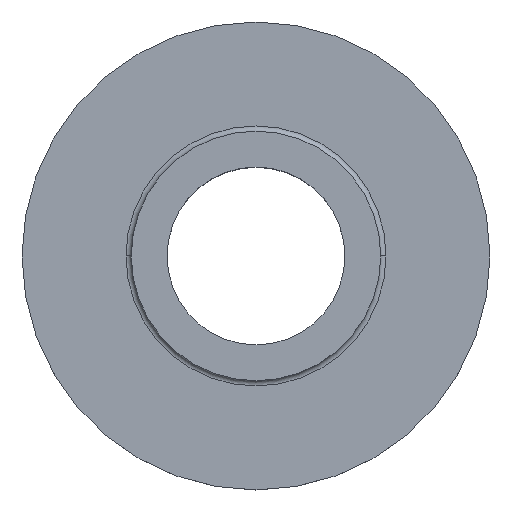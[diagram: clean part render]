
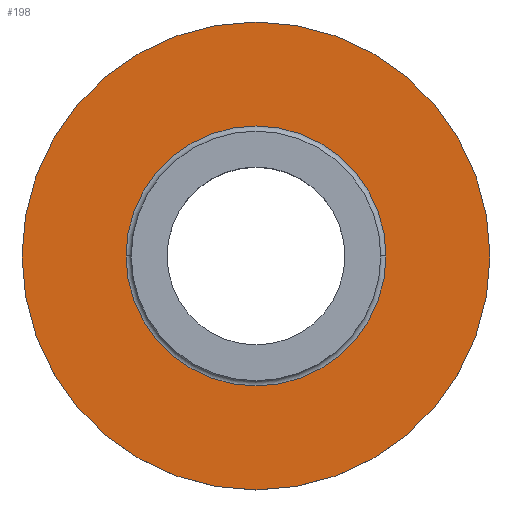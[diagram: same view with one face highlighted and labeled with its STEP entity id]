
A CAD part, top view. The second image highlights one B-rep face of the part: STEP entity #198.
In plain terms, the highlighted planar face has unit normal (0, 0, 1).
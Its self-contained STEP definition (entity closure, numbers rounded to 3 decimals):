
#14 = VERTEX_POINT ( 'NONE', #474 ) ;
#23 = VERTEX_POINT ( 'NONE', #322 ) ;
#46 = DIRECTION ( 'NONE',  ( -1., 0., 0. ) ) ;
#55 = DIRECTION ( 'NONE',  ( 0., 0., 1. ) ) ;
#62 = AXIS2_PLACEMENT_3D ( 'NONE', #548, #311, #214 ) ;
#71 = AXIS2_PLACEMENT_3D ( 'NONE', #505, #499, #494 ) ;
#74 = CIRCLE ( 'NONE', #71, 22.5 ) ;
#76 = EDGE_LOOP ( 'NONE', ( #129, #470 ) ) ;
#78 = CARTESIAN_POINT ( 'NONE',  ( 0., 0., -1. ) ) ;
#79 = EDGE_CURVE ( 'NONE', #136, #438, #245, .T. ) ;
#118 = EDGE_CURVE ( 'NONE', #23, #14, #293, .T. ) ;
#128 = EDGE_CURVE ( 'NONE', #438, #136, #74, .T. ) ;
#129 = ORIENTED_EDGE ( 'NONE', *, *, #599, .T. ) ;
#136 = VERTEX_POINT ( 'NONE', #561 ) ;
#165 = EDGE_LOOP ( 'NONE', ( #369, #551 ) ) ;
#173 = FACE_BOUND ( 'NONE', #76, .T. ) ;
#198 = ADVANCED_FACE ( 'NONE', ( #173, #328 ), #314, .F. ) ;
#201 = AXIS2_PLACEMENT_3D ( 'NONE', #358, #408, #46 ) ;
#214 = DIRECTION ( 'NONE',  ( -1., 0., 0. ) ) ;
#221 = AXIS2_PLACEMENT_3D ( 'NONE', #325, #55, #366 ) ;
#245 = CIRCLE ( 'NONE', #221, 22.5 ) ;
#271 = DIRECTION ( 'NONE',  ( 0., 0., -1. ) ) ;
#293 = CIRCLE ( 'NONE', #555, 12.5 ) ;
#311 = DIRECTION ( 'NONE',  ( 0., 0., -1. ) ) ;
#314 = PLANE ( 'NONE',  #62 ) ;
#322 = CARTESIAN_POINT ( 'NONE',  ( 12.5, 0., -1. ) ) ;
#325 = CARTESIAN_POINT ( 'NONE',  ( 0., 0., -1. ) ) ;
#328 = FACE_OUTER_BOUND ( 'NONE', #165, .T. ) ;
#358 = CARTESIAN_POINT ( 'NONE',  ( 0., 0., -1. ) ) ;
#366 = DIRECTION ( 'NONE',  ( 1., 0., 0. ) ) ;
#369 = ORIENTED_EDGE ( 'NONE', *, *, #79, .T. ) ;
#390 = CARTESIAN_POINT ( 'NONE',  ( -22.5, 0., -1. ) ) ;
#408 = DIRECTION ( 'NONE',  ( 0., 0., -1. ) ) ;
#438 = VERTEX_POINT ( 'NONE', #390 ) ;
#470 = ORIENTED_EDGE ( 'NONE', *, *, #118, .T. ) ;
#474 = CARTESIAN_POINT ( 'NONE',  ( -12.5, 0., -1. ) ) ;
#494 = DIRECTION ( 'NONE',  ( 1., 0., 0. ) ) ;
#499 = DIRECTION ( 'NONE',  ( 0., 0., 1. ) ) ;
#505 = CARTESIAN_POINT ( 'NONE',  ( 0., 0., -1. ) ) ;
#511 = DIRECTION ( 'NONE',  ( -1., 0., 0. ) ) ;
#519 = CIRCLE ( 'NONE', #201, 12.5 ) ;
#548 = CARTESIAN_POINT ( 'NONE',  ( 0., 22.5, -1. ) ) ;
#551 = ORIENTED_EDGE ( 'NONE', *, *, #128, .T. ) ;
#555 = AXIS2_PLACEMENT_3D ( 'NONE', #78, #271, #511 ) ;
#561 = CARTESIAN_POINT ( 'NONE',  ( 22.5, 0., -1. ) ) ;
#599 = EDGE_CURVE ( 'NONE', #14, #23, #519, .T. ) ;
